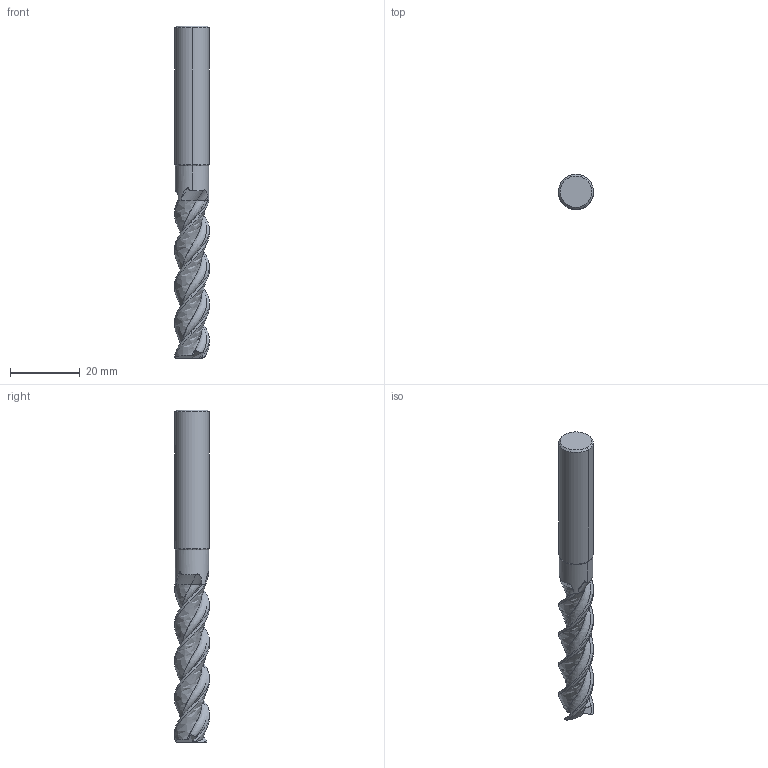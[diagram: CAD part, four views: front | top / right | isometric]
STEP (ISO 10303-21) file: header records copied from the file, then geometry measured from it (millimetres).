
FILE_DESCRIPTION(('no description'),'unknown implementation level');
FILE_NAME('solidndOPtC9hEhXCi47_mpjT1fLO_bE_1.STP',' ',('CIMSOURCE GmbH'),('CADClick - KiM GmbH - www.kimweb.de'),'unknown preprocess','ACIS','unknown authorization');
FILE_SCHEMA(('automotive_design'));
Length unit declared in the file: millimetre
Products named in the file (2): 1; 2
Bounding box: 10 x 10 x 95 mm (x, y, z)
Volume: 5722.4 mm3; surface area: 3212.9 mm2
Topology: 2 solids, 2 shells, 83 faces, 230 edges, 151 vertices
Faces by surface type: plane 26, cone 19, bspline 15, revolution 12, cylinder 11
Entity records: 16318 total; most frequent: CARTESIAN_POINT 11809, STYLED_ITEM 466, PRESENTATION_STYLE_ASSIGNMENT 466, COLOUR_RGB 466, ORIENTED_EDGE 460, DIRECTION 292, EDGE_CURVE 230, CURVE_STYLE 230
